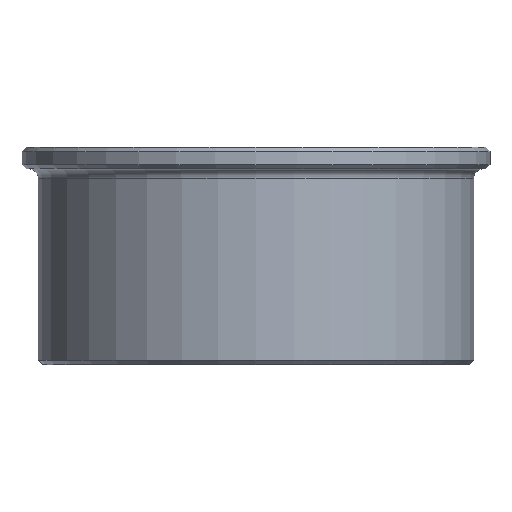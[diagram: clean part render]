
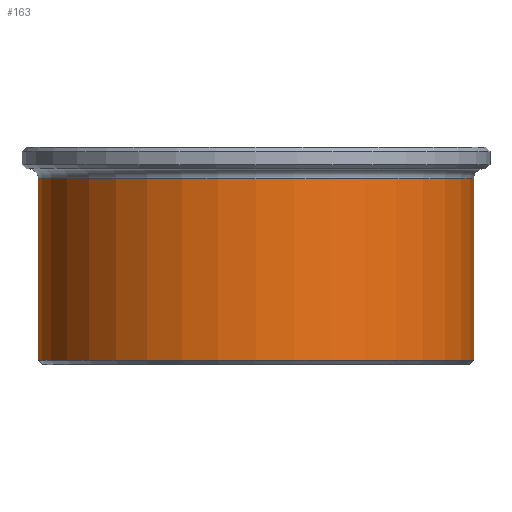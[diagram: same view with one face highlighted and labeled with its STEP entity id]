
A CAD part, front view. The second image highlights one B-rep face of the part: STEP entity #163.
In plain terms, the highlighted cylindrical face has radius 100 mm (diameter 200 mm), a full revolution.
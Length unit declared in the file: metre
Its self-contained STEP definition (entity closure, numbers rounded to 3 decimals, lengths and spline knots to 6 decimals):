
#163=ADVANCED_FACE('',(#199,#200),#201,.T.);
#199=FACE_OUTER_BOUND('',#2797,.T.);
#200=FACE_OUTER_BOUND('',#2798,.T.);
#201=CYLINDRICAL_SURFACE('',#2799,0.1);
#2797=EDGE_LOOP('',(#5426));
#2798=EDGE_LOOP('',(#5427));
#2799=AXIS2_PLACEMENT_3D('',#5428,#5429,#5430);
#5426=ORIENTED_EDGE('',*,*,#5479,.T.);
#5427=ORIENTED_EDGE('',*,*,#5480,.F.);
#5428=CARTESIAN_POINT('',(0.0,0.0,0.));
#5429=DIRECTION('',(0.0,0.,-1.0));
#5430=DIRECTION('',(0.0,1.0,0.));
#5479=EDGE_CURVE('',#5518,#5518,#5519,.T.);
#5480=EDGE_CURVE('',#5520,#5520,#5521,.T.);
#5518=VERTEX_POINT('',#5794);
#5519=CIRCLE('',#5795,0.1);
#5520=VERTEX_POINT('',#5796);
#5521=CIRCLE('',#5797,0.1);
#5794=CARTESIAN_POINT('',(0.0,0.1,0.0855));
#5795=AXIS2_PLACEMENT_3D('',#5841,#5842,#5843);
#5796=CARTESIAN_POINT('',(0.0,0.1,0.002));
#5797=AXIS2_PLACEMENT_3D('',#5844,#5845,#5846);
#5841=CARTESIAN_POINT('',(0.0,0.0,0.0855));
#5842=DIRECTION('',(0.0,0.,-1.0));
#5843=DIRECTION('',(0.0,1.0,0.));
#5844=CARTESIAN_POINT('',(0.0,0.0,0.002));
#5845=DIRECTION('',(0.0,0.,-1.0));
#5846=DIRECTION('',(0.0,1.0,0.));
